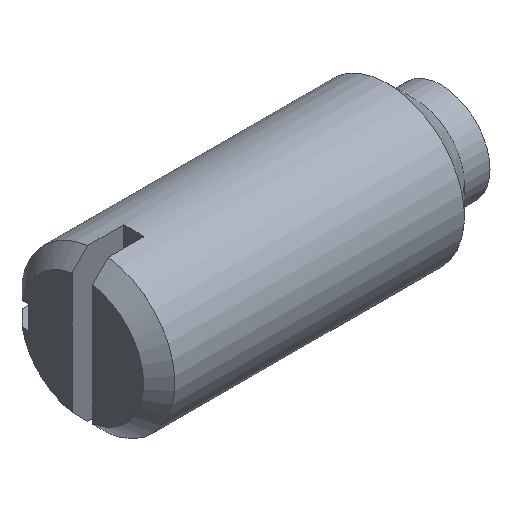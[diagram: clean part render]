
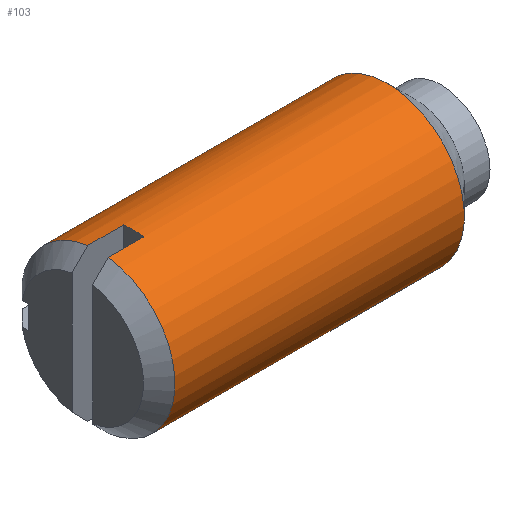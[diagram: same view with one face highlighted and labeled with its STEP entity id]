
A CAD part, isometric view. The second image highlights one B-rep face of the part: STEP entity #103.
In plain terms, the highlighted cylindrical face has radius 1.5 mm (diameter 3 mm), a partial arc.
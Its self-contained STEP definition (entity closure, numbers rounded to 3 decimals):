
#103 = ADVANCED_FACE( '', ( #210 ), #211, .T. );
#210 = FACE_OUTER_BOUND( '', #312, .T. );
#211 = CYLINDRICAL_SURFACE( '', #313, 1.5 );
#312 = EDGE_LOOP( '', ( #522, #523, #524, #525, #526, #527, #528, #529, #530, #531, #532, #533, #534, #535, #536, #537 ) );
#313 = AXIS2_PLACEMENT_3D( '', #538, #539, #540 );
#522 = ORIENTED_EDGE( '', *, *, #593, .F. );
#523 = ORIENTED_EDGE( '', *, *, #623, .T. );
#524 = ORIENTED_EDGE( '', *, *, #654, .T. );
#525 = ORIENTED_EDGE( '', *, *, #632, .T. );
#526 = ORIENTED_EDGE( '', *, *, #636, .T. );
#527 = ORIENTED_EDGE( '', *, *, #577, .F. );
#528 = ORIENTED_EDGE( '', *, *, #609, .F. );
#529 = ORIENTED_EDGE( '', *, *, #568, .F. );
#530 = ORIENTED_EDGE( '', *, *, #645, .T. );
#531 = ORIENTED_EDGE( '', *, *, #570, .F. );
#532 = ORIENTED_EDGE( '', *, *, #608, .F. );
#533 = ORIENTED_EDGE( '', *, *, #575, .F. );
#534 = ORIENTED_EDGE( '', *, *, #655, .T. );
#535 = ORIENTED_EDGE( '', *, *, #584, .F. );
#536 = ORIENTED_EDGE( '', *, *, #647, .F. );
#537 = ORIENTED_EDGE( '', *, *, #618, .F. );
#538 = CARTESIAN_POINT( '', ( 7., 0., 0. ) );
#539 = DIRECTION( '', ( -1., 0., 0. ) );
#540 = DIRECTION( '', ( 0., 0., -1. ) );
#568 = EDGE_CURVE( '', #661, #662, #663, .T. );
#570 = EDGE_CURVE( '', #664, #666, #667, .F. );
#575 = EDGE_CURVE( '', #674, #675, #676, .T. );
#577 = EDGE_CURVE( '', #677, #679, #680, .F. );
#584 = EDGE_CURVE( '', #690, #692, #693, .F. );
#593 = EDGE_CURVE( '', #706, #708, #709, .T. );
#608 = EDGE_CURVE( '', #675, #664, #730, .T. );
#609 = EDGE_CURVE( '', #662, #677, #731, .T. );
#618 = EDGE_CURVE( '', #708, #743, #744, .F. );
#623 = EDGE_CURVE( '', #706, #748, #750, .F. );
#632 = EDGE_CURVE( '', #759, #761, #763, .F. );
#636 = EDGE_CURVE( '', #761, #679, #768, .T. );
#645 = EDGE_CURVE( '', #661, #666, #776, .T. );
#647 = EDGE_CURVE( '', #743, #690, #778, .F. );
#654 = EDGE_CURVE( '', #748, #759, #787, .F. );
#655 = EDGE_CURVE( '', #674, #692, #788, .T. );
#661 = VERTEX_POINT( '', #794 );
#662 = VERTEX_POINT( '', #795 );
#663 = LINE( '', #796, #797 );
#664 = VERTEX_POINT( '', #798 );
#666 = VERTEX_POINT( '', #801 );
#667 = LINE( '', #802, #803 );
#674 = VERTEX_POINT( '', #817 );
#675 = VERTEX_POINT( '', #818 );
#676 = LINE( '', #819, #820 );
#677 = VERTEX_POINT( '', #821 );
#679 = VERTEX_POINT( '', #824 );
#680 = LINE( '', #825, #826 );
#690 = VERTEX_POINT( '', #844 );
#692 = VERTEX_POINT( '', #847 );
#693 = LINE( '', #848, #849 );
#706 = VERTEX_POINT( '', #869 );
#708 = VERTEX_POINT( '', #874 );
#709 = CIRCLE( '', #875, 1.5 );
#730 = CIRCLE( '', #905, 1.5 );
#731 = CIRCLE( '', #906, 1.5 );
#743 = VERTEX_POINT( '', #920 );
#744 = LINE( '', #921, #922 );
#748 = VERTEX_POINT( '', #927 );
#750 = LINE( '', #930, #931 );
#759 = VERTEX_POINT( '', #943 );
#761 = VERTEX_POINT( '', #946 );
#763 = LINE( '', #951, #952 );
#768 = CIRCLE( '', #957, 1.5 );
#776 = CIRCLE( '', #965, 1.5 );
#778 = LINE( '', #967, #968 );
#787 = LINE( '', #981, #982 );
#788 = CIRCLE( '', #983, 1.5 );
#794 = CARTESIAN_POINT( '', ( 0.307, -0.2, 1.487 ) );
#795 = CARTESIAN_POINT( '', ( 1., -0.2, 1.487 ) );
#796 = CARTESIAN_POINT( '', ( 7., -0.2, 1.487 ) );
#797 = VECTOR( '', #989, 1000. );
#798 = CARTESIAN_POINT( '', ( 1., -0.2, -1.487 ) );
#801 = CARTESIAN_POINT( '', ( 0.306, -0.2, -1.487 ) );
#802 = CARTESIAN_POINT( '', ( 7., -0.2, -1.487 ) );
#803 = VECTOR( '', #991, 1000. );
#817 = CARTESIAN_POINT( '', ( 0.307, 0.2, -1.487 ) );
#818 = CARTESIAN_POINT( '', ( 1., 0.2, -1.487 ) );
#819 = CARTESIAN_POINT( '', ( 7., 0.2, -1.487 ) );
#820 = VECTOR( '', #993, 1000. );
#821 = CARTESIAN_POINT( '', ( 1., 0.2, 1.487 ) );
#824 = CARTESIAN_POINT( '', ( 0.306, 0.2, 1.487 ) );
#825 = CARTESIAN_POINT( '', ( 7., 0.2, 1.487 ) );
#826 = VECTOR( '', #995, 1000. );
#844 = CARTESIAN_POINT( '', ( 1., 1.483, -0.225 ) );
#847 = CARTESIAN_POINT( '', ( 0.306, 1.483, -0.225 ) );
#848 = CARTESIAN_POINT( '', ( 7., 1.483, -0.225 ) );
#849 = VECTOR( '', #999, 1000. );
#869 = CARTESIAN_POINT( '', ( 5.95, 1.483, 0.225 ) );
#874 = CARTESIAN_POINT( '', ( 5.95, 1.483, -0.225 ) );
#875 = AXIS2_PLACEMENT_3D( '', #1007, #1008, #1009 );
#905 = AXIS2_PLACEMENT_3D( '', #1025, #1026, #1027 );
#906 = AXIS2_PLACEMENT_3D( '', #1028, #1029, #1030 );
#920 = CARTESIAN_POINT( '', ( 5., 1.483, -0.225 ) );
#921 = CARTESIAN_POINT( '', ( 7., 1.483, -0.225 ) );
#922 = VECTOR( '', #1039, 1000. );
#927 = CARTESIAN_POINT( '', ( 5., 1.483, 0.225 ) );
#930 = CARTESIAN_POINT( '', ( 7., 1.483, 0.225 ) );
#931 = VECTOR( '', #1045, 1000. );
#943 = CARTESIAN_POINT( '', ( 1., 1.483, 0.225 ) );
#946 = CARTESIAN_POINT( '', ( 0.306, 1.483, 0.225 ) );
#951 = CARTESIAN_POINT( '', ( 7., 1.483, 0.225 ) );
#952 = VECTOR( '', #1053, 1000. );
#957 = AXIS2_PLACEMENT_3D( '', #1057, #1058, #1059 );
#965 = AXIS2_PLACEMENT_3D( '', #1063, #1064, #1065 );
#967 = CARTESIAN_POINT( '', ( 7., 1.483, -0.225 ) );
#968 = VECTOR( '', #1066, 1000. );
#981 = CARTESIAN_POINT( '', ( 7., 1.483, 0.225 ) );
#982 = VECTOR( '', #1071, 1000. );
#983 = AXIS2_PLACEMENT_3D( '', #1072, #1073, #1074 );
#989 = DIRECTION( '', ( 1., 0., 0. ) );
#991 = DIRECTION( '', ( 1., 0., 0. ) );
#993 = DIRECTION( '', ( 1., 0., 0. ) );
#995 = DIRECTION( '', ( 1., 0., 0. ) );
#999 = DIRECTION( '', ( 1., 0., 0. ) );
#1007 = CARTESIAN_POINT( '', ( 5.95, 0., 0. ) );
#1008 = DIRECTION( '', ( 1., 0., 0. ) );
#1009 = DIRECTION( '', ( 0., 0., -1. ) );
#1025 = CARTESIAN_POINT( '', ( 1., 0., 0. ) );
#1026 = DIRECTION( '', ( -1., 0., 0. ) );
#1027 = DIRECTION( '', ( 0., 0., 1. ) );
#1028 = CARTESIAN_POINT( '', ( 1., 0., 0. ) );
#1029 = DIRECTION( '', ( -1., 0., 0. ) );
#1030 = DIRECTION( '', ( 0., 0., 1. ) );
#1039 = DIRECTION( '', ( 1., 0., 0. ) );
#1045 = DIRECTION( '', ( 1., 0., 0. ) );
#1053 = DIRECTION( '', ( 1., 0., 0. ) );
#1057 = CARTESIAN_POINT( '', ( 0.307, 0., 0. ) );
#1058 = DIRECTION( '', ( 1., 0., 0. ) );
#1059 = DIRECTION( '', ( 0., 0., -1. ) );
#1063 = CARTESIAN_POINT( '', ( 0.307, 0., 0. ) );
#1064 = DIRECTION( '', ( 1., 0., 0. ) );
#1065 = DIRECTION( '', ( 0., 0., -1. ) );
#1066 = DIRECTION( '', ( 1., 0., 0. ) );
#1071 = DIRECTION( '', ( 1., 0., 0. ) );
#1072 = CARTESIAN_POINT( '', ( 0.307, 0., 0. ) );
#1073 = DIRECTION( '', ( 1., 0., 0. ) );
#1074 = DIRECTION( '', ( 0., 0., -1. ) );
